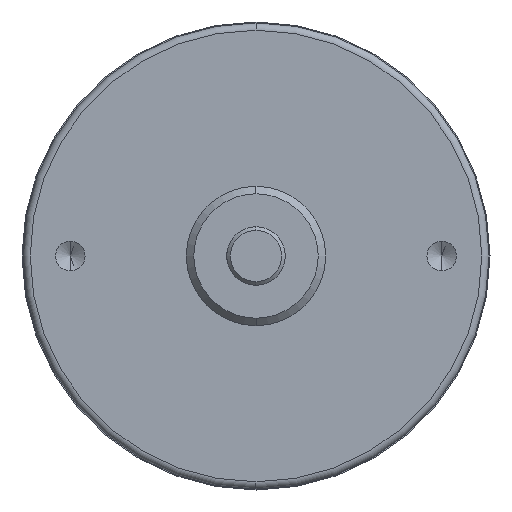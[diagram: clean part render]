
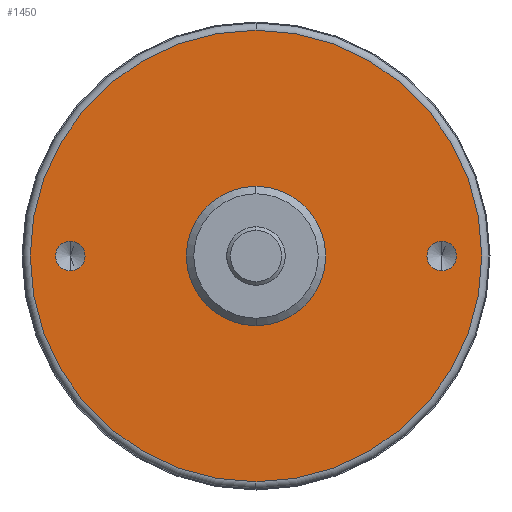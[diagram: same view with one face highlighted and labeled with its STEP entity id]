
A CAD part, left-side view. The second image highlights one B-rep face of the part: STEP entity #1450.
In plain terms, the highlighted planar face has unit normal (-1, 0, 0).
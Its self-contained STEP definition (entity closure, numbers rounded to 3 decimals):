
#22 = DIRECTION ( 'NONE',  ( 0., 0., 1. ) ) ;
#24 = CARTESIAN_POINT ( 'NONE',  ( 0., -25.4, 0. ) ) ;
#26 = DIRECTION ( 'NONE',  ( -1., 0., 0. ) ) ;
#75 = EDGE_LOOP ( 'NONE', ( #437, #416 ) ) ;
#101 = EDGE_LOOP ( 'NONE', ( #434, #419 ) ) ;
#114 = EDGE_LOOP ( 'NONE', ( #417, #423 ) ) ;
#115 = EDGE_LOOP ( 'NONE', ( #426, #424 ) ) ;
#224 = VERTEX_POINT ( 'NONE', #470 ) ;
#226 = VERTEX_POINT ( 'NONE', #495 ) ;
#227 = VERTEX_POINT ( 'NONE', #512 ) ;
#238 = VERTEX_POINT ( 'NONE', #460 ) ;
#248 = VERTEX_POINT ( 'NONE', #520 ) ;
#250 = VERTEX_POINT ( 'NONE', #518 ) ;
#256 = VERTEX_POINT ( 'NONE', #515 ) ;
#263 = VERTEX_POINT ( 'NONE', #482 ) ;
#292 = AXIS2_PLACEMENT_3D ( 'NONE', #24, #26, #22 ) ;
#299 = AXIS2_PLACEMENT_3D ( 'NONE', #720, #721, #722 ) ;
#301 = AXIS2_PLACEMENT_3D ( 'NONE', #730, #731, #732 ) ;
#325 = AXIS2_PLACEMENT_3D ( 'NONE', #868, #869, #870 ) ;
#326 = AXIS2_PLACEMENT_3D ( 'NONE', #871, #872, #873 ) ;
#327 = AXIS2_PLACEMENT_3D ( 'NONE', #876, #877, #878 ) ;
#328 = AXIS2_PLACEMENT_3D ( 'NONE', #881, #882, #883 ) ;
#371 = AXIS2_PLACEMENT_3D ( 'NONE', #1031, #1023, #1034 ) ;
#416 = ORIENTED_EDGE ( 'NONE', *, *, #555, .F. ) ;
#417 = ORIENTED_EDGE ( 'NONE', *, *, #672, .F. ) ;
#419 = ORIENTED_EDGE ( 'NONE', *, *, #674, .T. ) ;
#423 = ORIENTED_EDGE ( 'NONE', *, *, #579, .F. ) ;
#424 = ORIENTED_EDGE ( 'NONE', *, *, #673, .T. ) ;
#426 = ORIENTED_EDGE ( 'NONE', *, *, #587, .T. ) ;
#434 = ORIENTED_EDGE ( 'NONE', *, *, #590, .T. ) ;
#437 = ORIENTED_EDGE ( 'NONE', *, *, #671, .F. ) ;
#460 = CARTESIAN_POINT ( 'NONE',  ( 0., 25.4, -2.019 ) ) ;
#470 = CARTESIAN_POINT ( 'NONE',  ( 0., 25.4, 2.019 ) ) ;
#482 = CARTESIAN_POINT ( 'NONE',  ( 0., -25.4, -2.019 ) ) ;
#495 = CARTESIAN_POINT ( 'NONE',  ( 0., 0., -30.877 ) ) ;
#512 = CARTESIAN_POINT ( 'NONE',  ( 0., 0., 30.877 ) ) ;
#515 = CARTESIAN_POINT ( 'NONE',  ( 0., -25.4, 2.019 ) ) ;
#518 = CARTESIAN_POINT ( 'NONE',  ( 0., 0., 9.525 ) ) ;
#520 = CARTESIAN_POINT ( 'NONE',  ( 0., 0., -9.525 ) ) ;
#529 = DIRECTION ( 'NONE',  ( 0., 0., 1. ) ) ;
#530 = DIRECTION ( 'NONE',  ( -1., 0., 0. ) ) ;
#531 = CARTESIAN_POINT ( 'NONE',  ( 0., 25.4, 0. ) ) ;
#555 = EDGE_CURVE ( 'NONE', #238, #224, #1186, .T. ) ;
#579 = EDGE_CURVE ( 'NONE', #263, #256, #1210, .T. ) ;
#587 = EDGE_CURVE ( 'NONE', #227, #226, #1222, .T. ) ;
#590 = EDGE_CURVE ( 'NONE', #248, #250, #1226, .T. ) ;
#671 = EDGE_CURVE ( 'NONE', #224, #238, #1285, .T. ) ;
#672 = EDGE_CURVE ( 'NONE', #256, #263, #1286, .T. ) ;
#673 = EDGE_CURVE ( 'NONE', #226, #227, #1287, .T. ) ;
#674 = EDGE_CURVE ( 'NONE', #250, #248, #1288, .T. ) ;
#697 = AXIS2_PLACEMENT_3D ( 'NONE', #531, #530, #529 ) ;
#720 = CARTESIAN_POINT ( 'NONE',  ( 0., 0., 0. ) ) ;
#721 = DIRECTION ( 'NONE',  ( -1., 0., 0. ) ) ;
#722 = DIRECTION ( 'NONE',  ( 0., 0., 1. ) ) ;
#730 = CARTESIAN_POINT ( 'NONE',  ( 0., 0., 0. ) ) ;
#731 = DIRECTION ( 'NONE',  ( 1., 0., 0. ) ) ;
#732 = DIRECTION ( 'NONE',  ( 0., 0., -1. ) ) ;
#868 = CARTESIAN_POINT ( 'NONE',  ( 0., 25.4, 0. ) ) ;
#869 = DIRECTION ( 'NONE',  ( -1., 0., 0. ) ) ;
#870 = DIRECTION ( 'NONE',  ( 0., 0., 1. ) ) ;
#871 = CARTESIAN_POINT ( 'NONE',  ( 0., -25.4, 0. ) ) ;
#872 = DIRECTION ( 'NONE',  ( -1., 0., 0. ) ) ;
#873 = DIRECTION ( 'NONE',  ( 0., 0., 1. ) ) ;
#876 = CARTESIAN_POINT ( 'NONE',  ( 0., 0., 0. ) ) ;
#877 = DIRECTION ( 'NONE',  ( -1., 0., 0. ) ) ;
#878 = DIRECTION ( 'NONE',  ( 0., 0., 1. ) ) ;
#881 = CARTESIAN_POINT ( 'NONE',  ( 0., 0., 0. ) ) ;
#882 = DIRECTION ( 'NONE',  ( 1., 0., 0. ) ) ;
#883 = DIRECTION ( 'NONE',  ( 0., 0., -1. ) ) ;
#1023 = DIRECTION ( 'NONE',  ( -1., 0., 0. ) ) ;
#1031 = CARTESIAN_POINT ( 'NONE',  ( 0., 9.525, 0. ) ) ;
#1033 = PLANE ( 'NONE',  #371 ) ;
#1034 = DIRECTION ( 'NONE',  ( 0., 0., 1. ) ) ;
#1186 = CIRCLE ( 'NONE', #697, 2.019 ) ;
#1210 = CIRCLE ( 'NONE', #292, 2.019 ) ;
#1222 = CIRCLE ( 'NONE', #299, 30.877 ) ;
#1226 = CIRCLE ( 'NONE', #301, 9.525 ) ;
#1285 = CIRCLE ( 'NONE', #325, 2.019 ) ;
#1286 = CIRCLE ( 'NONE', #326, 2.019 ) ;
#1287 = CIRCLE ( 'NONE', #327, 30.877 ) ;
#1288 = CIRCLE ( 'NONE', #328, 9.525 ) ;
#1380 = FACE_BOUND ( 'NONE', #75, .T. ) ;
#1381 = FACE_OUTER_BOUND ( 'NONE', #115, .T. ) ;
#1382 = FACE_BOUND ( 'NONE', #101, .T. ) ;
#1386 = FACE_BOUND ( 'NONE', #114, .T. ) ;
#1450 = ADVANCED_FACE ( 'NONE', ( #1380, #1386, #1381, #1382 ), #1033, .T. ) ;
